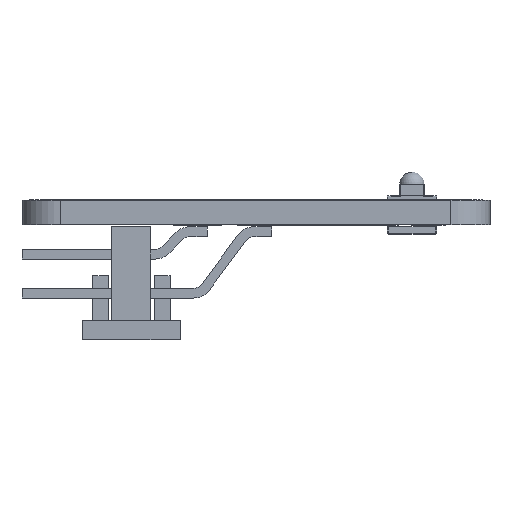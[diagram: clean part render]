
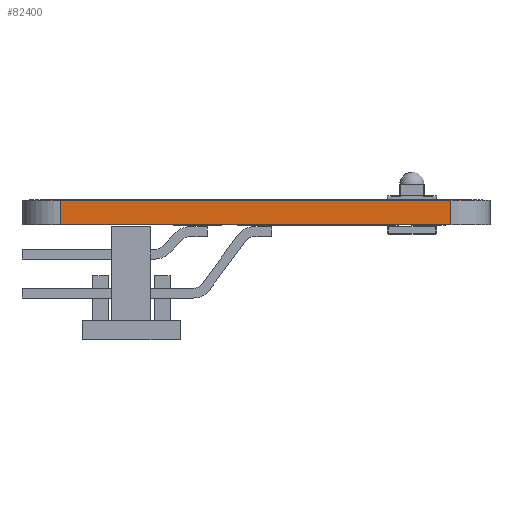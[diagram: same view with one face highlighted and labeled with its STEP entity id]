
A CAD part, front view. The second image highlights one B-rep face of the part: STEP entity #82400.
In plain terms, the highlighted planar face has unit normal (0, -1, 0).
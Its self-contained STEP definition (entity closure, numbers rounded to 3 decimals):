
#82054 = VERTEX_POINT('',#82055);
#82055 = CARTESIAN_POINT('',(104.14,-149.86,0.));
#82062 = EDGE_CURVE('',#82054,#82063,#82065,.T.);
#82063 = VERTEX_POINT('',#82064);
#82064 = CARTESIAN_POINT('',(78.74,-149.86,0.));
#82065 = LINE('',#82066,#82067);
#82066 = CARTESIAN_POINT('',(104.14,-149.86,0.));
#82067 = VECTOR('',#82068,1.);
#82068 = DIRECTION('',(-1.,0.,0.));
#82205 = VERTEX_POINT('',#82206);
#82206 = CARTESIAN_POINT('',(104.14,-149.86,1.6));
#82213 = EDGE_CURVE('',#82205,#82214,#82216,.T.);
#82214 = VERTEX_POINT('',#82215);
#82215 = CARTESIAN_POINT('',(78.74,-149.86,1.6));
#82216 = LINE('',#82217,#82218);
#82217 = CARTESIAN_POINT('',(104.14,-149.86,1.6));
#82218 = VECTOR('',#82219,1.);
#82219 = DIRECTION('',(-1.,0.,0.));
#82372 = EDGE_CURVE('',#82054,#82205,#82373,.T.);
#82373 = LINE('',#82374,#82375);
#82374 = CARTESIAN_POINT('',(104.14,-149.86,0.));
#82375 = VECTOR('',#82376,1.);
#82376 = DIRECTION('',(0.,0.,1.));
#82400 = ADVANCED_FACE('',(#82401),#82412,.T.);
#82401 = FACE_BOUND('',#82402,.T.);
#82402 = EDGE_LOOP('',(#82403,#82404,#82405,#82411));
#82403 = ORIENTED_EDGE('',*,*,#82372,.T.);
#82404 = ORIENTED_EDGE('',*,*,#82213,.T.);
#82405 = ORIENTED_EDGE('',*,*,#82406,.F.);
#82406 = EDGE_CURVE('',#82063,#82214,#82407,.T.);
#82407 = LINE('',#82408,#82409);
#82408 = CARTESIAN_POINT('',(78.74,-149.86,0.));
#82409 = VECTOR('',#82410,1.);
#82410 = DIRECTION('',(0.,0.,1.));
#82411 = ORIENTED_EDGE('',*,*,#82062,.F.);
#82412 = PLANE('',#82413);
#82413 = AXIS2_PLACEMENT_3D('',#82414,#82415,#82416);
#82414 = CARTESIAN_POINT('',(104.14,-149.86,0.));
#82415 = DIRECTION('',(0.,-1.,0.));
#82416 = DIRECTION('',(-1.,0.,0.));
